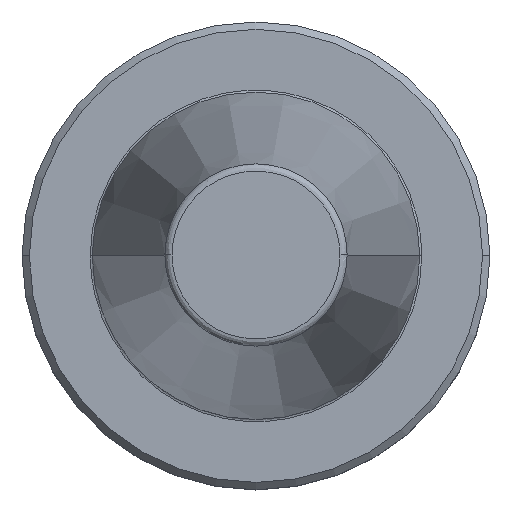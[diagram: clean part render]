
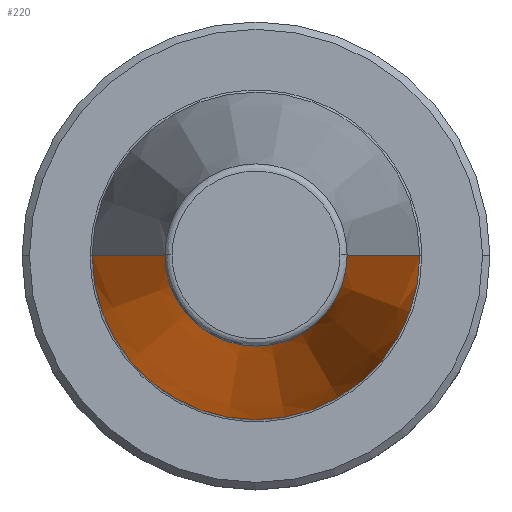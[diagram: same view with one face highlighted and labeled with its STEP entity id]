
A CAD part, top view. The second image highlights one B-rep face of the part: STEP entity #220.
In plain terms, the highlighted conical face has half-angle 8.297 degrees and reference radius 22.225 mm.
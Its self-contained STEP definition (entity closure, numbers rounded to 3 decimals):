
#49 = CONICAL_SURFACE ( 'NONE', #639, 22.225, 0.145 ) ;
#95 = CARTESIAN_POINT ( 'NONE',  ( 22.225, 0., 0. ) ) ;
#103 = AXIS2_PLACEMENT_3D ( 'NONE', #1111, #1406, #1427 ) ;
#120 = LINE ( 'NONE', #446, #1256 ) ;
#220 = ADVANCED_FACE ( 'NONE', ( #691 ), #49, .T. ) ;
#271 = CIRCLE ( 'NONE', #103, 22.225 ) ;
#295 = DIRECTION ( 'NONE',  ( -1., 0., 0. ) ) ;
#301 = DIRECTION ( 'NONE',  ( 0., 0., -1. ) ) ;
#315 = CARTESIAN_POINT ( 'NONE',  ( 0., 0., 67.544 ) ) ;
#328 = CARTESIAN_POINT ( 'NONE',  ( 12.375, 0., 67.544 ) ) ;
#353 = DIRECTION ( 'NONE',  ( 0.144, 0., -0.99 ) ) ;
#426 = VECTOR ( 'NONE', #608, 1000. ) ;
#443 = CARTESIAN_POINT ( 'NONE',  ( 0., 0., 0. ) ) ;
#446 = CARTESIAN_POINT ( 'NONE',  ( 22.225, 0., 0. ) ) ;
#470 = CARTESIAN_POINT ( 'NONE',  ( -22.225, 0., 0. ) ) ;
#483 = EDGE_CURVE ( 'NONE', #1291, #1048, #598, .T. ) ;
#519 = DIRECTION ( 'NONE',  ( 0., 0., -1. ) ) ;
#531 = ORIENTED_EDGE ( 'NONE', *, *, #869, .T. ) ;
#550 = ORIENTED_EDGE ( 'NONE', *, *, #1392, .T. ) ;
#598 = LINE ( 'NONE', #993, #426 ) ;
#608 = DIRECTION ( 'NONE',  ( -0.144, 0., -0.99 ) ) ;
#639 = AXIS2_PLACEMENT_3D ( 'NONE', #443, #519, #788 ) ;
#691 = FACE_OUTER_BOUND ( 'NONE', #811, .T. ) ;
#748 = ORIENTED_EDGE ( 'NONE', *, *, #1378, .F. ) ;
#788 = DIRECTION ( 'NONE',  ( -1., 0., 0. ) ) ;
#811 = EDGE_LOOP ( 'NONE', ( #748, #550, #954, #531 ) ) ;
#823 = AXIS2_PLACEMENT_3D ( 'NONE', #315, #301, #295 ) ;
#828 = CARTESIAN_POINT ( 'NONE',  ( -12.375, 0., 67.544 ) ) ;
#835 = CIRCLE ( 'NONE', #823, 12.375 ) ;
#869 = EDGE_CURVE ( 'NONE', #1048, #1435, #271, .T. ) ;
#927 = VERTEX_POINT ( 'NONE', #328 ) ;
#954 = ORIENTED_EDGE ( 'NONE', *, *, #483, .T. ) ;
#993 = CARTESIAN_POINT ( 'NONE',  ( -22.225, 0., 0. ) ) ;
#1048 = VERTEX_POINT ( 'NONE', #470 ) ;
#1111 = CARTESIAN_POINT ( 'NONE',  ( 0., 0., 0. ) ) ;
#1256 = VECTOR ( 'NONE', #353, 1000. ) ;
#1291 = VERTEX_POINT ( 'NONE', #828 ) ;
#1378 = EDGE_CURVE ( 'NONE', #927, #1435, #120, .T. ) ;
#1392 = EDGE_CURVE ( 'NONE', #927, #1291, #835, .T. ) ;
#1406 = DIRECTION ( 'NONE',  ( 0., 0., 1. ) ) ;
#1427 = DIRECTION ( 'NONE',  ( -1., 0., 0. ) ) ;
#1435 = VERTEX_POINT ( 'NONE', #95 ) ;
